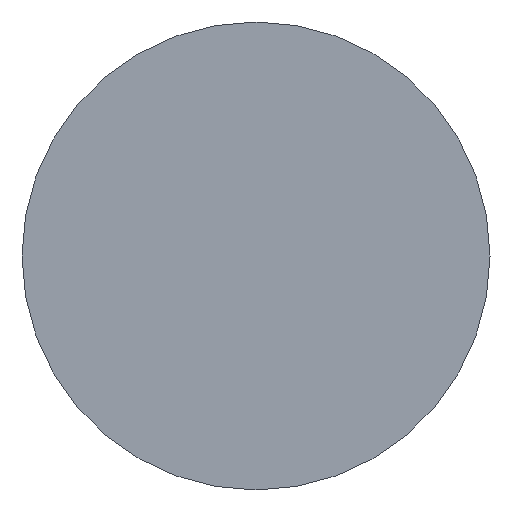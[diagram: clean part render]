
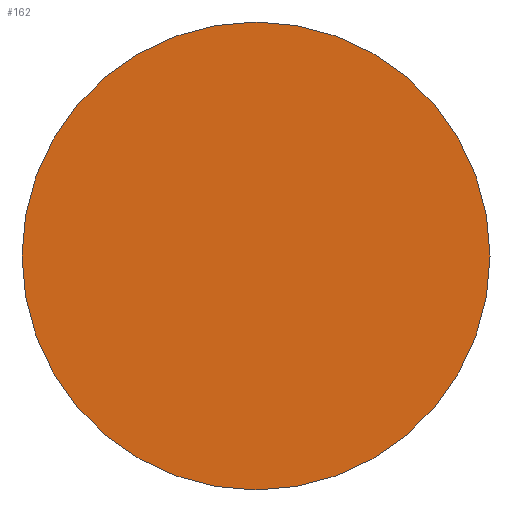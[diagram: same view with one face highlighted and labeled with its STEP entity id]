
A CAD part, left-side view. The second image highlights one B-rep face of the part: STEP entity #162.
In plain terms, the highlighted planar face has unit normal (-1, 0, 0).
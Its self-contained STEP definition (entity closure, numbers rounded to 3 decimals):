
#31=PLANE('',#229);
#37=FACE_OUTER_BOUND('',#46,.T.);
#46=EDGE_LOOP('',(#124,#125));
#68=CIRCLE('',#230,5.9);
#69=CIRCLE('',#231,5.9);
#84=VERTEX_POINT('',#329);
#85=VERTEX_POINT('',#330);
#101=EDGE_CURVE('',#84,#85,#68,.T.);
#102=EDGE_CURVE('',#85,#84,#69,.T.);
#124=ORIENTED_EDGE('',*,*,#101,.F.);
#125=ORIENTED_EDGE('',*,*,#102,.F.);
#162=ADVANCED_FACE('',(#37),#31,.T.);
#229=AXIS2_PLACEMENT_3D('',#328,#268,#269);
#230=AXIS2_PLACEMENT_3D('',#331,#270,#271);
#231=AXIS2_PLACEMENT_3D('',#332,#272,#273);
#268=DIRECTION('center_axis',(-1.,0.,0.));
#269=DIRECTION('ref_axis',(0.,0.,1.));
#270=DIRECTION('center_axis',(1.,0.,0.));
#271=DIRECTION('ref_axis',(0.,0.,-1.));
#272=DIRECTION('center_axis',(1.,0.,0.));
#273=DIRECTION('ref_axis',(0.,0.,-1.));
#328=CARTESIAN_POINT('Origin',(0.,5.9,0.));
#329=CARTESIAN_POINT('',(0.,5.9,0.));
#330=CARTESIAN_POINT('',(0.,-5.9,0.));
#331=CARTESIAN_POINT('Origin',(0.,0.,
0.));
#332=CARTESIAN_POINT('Origin',(0.,0.,
0.));
